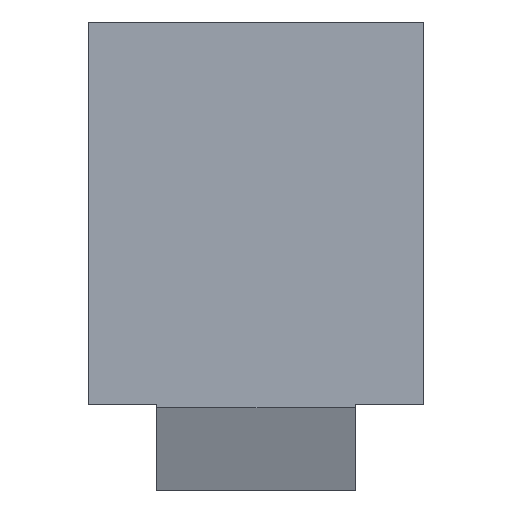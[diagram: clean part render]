
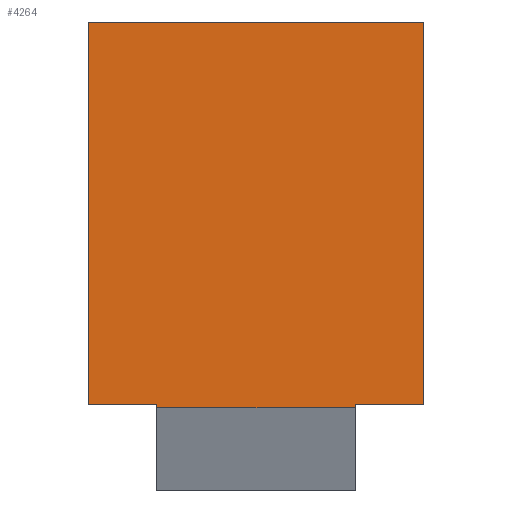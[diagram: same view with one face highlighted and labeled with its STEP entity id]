
A CAD part, left-side view. The second image highlights one B-rep face of the part: STEP entity #4264.
In plain terms, the highlighted planar face has unit normal (-1, 0, 0).
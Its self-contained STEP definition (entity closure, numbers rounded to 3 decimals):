
#167=FACE_OUTER_BOUND('',#388,.T.);
#388=EDGE_LOOP('',(#3194,#3195,#3196,#3197,#3198,#3199,#3200,#3201));
#552=LINE('',#5837,#1125);
#705=LINE('',#6142,#1278);
#728=LINE('',#6178,#1301);
#742=LINE('',#6201,#1315);
#790=LINE('',#6309,#1363);
#791=LINE('',#6311,#1364);
#792=LINE('',#6313,#1365);
#793=LINE('',#6314,#1366);
#1125=VECTOR('',#4714,0.107);
#1278=VECTOR('',#4871,0.107);
#1301=VECTOR('',#4916,5.8);
#1315=VECTOR('',#4944,2.);
#1363=VECTOR('',#5104,11.15);
#1364=VECTOR('',#5105,9.8);
#1365=VECTOR('',#5106,11.15);
#1366=VECTOR('',#5107,2.);
#1697=VERTEX_POINT('',#5835);
#1698=VERTEX_POINT('',#5836);
#1847=VERTEX_POINT('',#6139);
#1848=VERTEX_POINT('',#6141);
#1852=VERTEX_POINT('',#6199);
#1856=VERTEX_POINT('',#6308);
#1857=VERTEX_POINT('',#6310);
#1858=VERTEX_POINT('',#6312);
#2109=EDGE_CURVE('',#1697,#1698,#552,.T.);
#2262=EDGE_CURVE('',#1848,#1847,#705,.T.);
#2285=EDGE_CURVE('',#1847,#1697,#728,.T.);
#2299=EDGE_CURVE('',#1698,#1852,#742,.T.);
#2347=EDGE_CURVE('',#1852,#1856,#790,.T.);
#2348=EDGE_CURVE('',#1856,#1857,#791,.T.);
#2349=EDGE_CURVE('',#1857,#1858,#792,.T.);
#2350=EDGE_CURVE('',#1858,#1848,#793,.T.);
#3194=ORIENTED_EDGE('',*,*,#2347,.T.);
#3195=ORIENTED_EDGE('',*,*,#2348,.T.);
#3196=ORIENTED_EDGE('',*,*,#2349,.T.);
#3197=ORIENTED_EDGE('',*,*,#2350,.T.);
#3198=ORIENTED_EDGE('',*,*,#2262,.T.);
#3199=ORIENTED_EDGE('',*,*,#2285,.T.);
#3200=ORIENTED_EDGE('',*,*,#2109,.T.);
#3201=ORIENTED_EDGE('',*,*,#2299,.T.);
#4052=PLANE('',#4505);
#4264=ADVANCED_FACE('',(#167),#4052,.T.);
#4505=AXIS2_PLACEMENT_3D('',#6307,#5102,#5103);
#4714=DIRECTION('',(0.,0.,1.));
#4871=DIRECTION('',(0.,0.,-1.));
#4916=DIRECTION('',(0.,-1.,0.));
#4944=DIRECTION('',(0.,-1.,0.));
#5102=DIRECTION('center_axis',(-1.,0.,0.));
#5103=DIRECTION('ref_axis',(0.,0.,1.));
#5104=DIRECTION('',(0.,0.,1.));
#5105=DIRECTION('',(0.,1.,0.));
#5106=DIRECTION('',(0.,0.,-1.));
#5107=DIRECTION('',(0.,-1.,0.));
#5835=CARTESIAN_POINT('',(-31.55,-2.9,-1.007));
#5836=CARTESIAN_POINT('',(-31.55,-2.9,-0.9));
#5837=CARTESIAN_POINT('',(-31.55,-2.9,-1.007));
#6139=CARTESIAN_POINT('',(-31.55,2.9,-1.007));
#6141=CARTESIAN_POINT('',(-31.55,2.9,-0.9));
#6142=CARTESIAN_POINT('',(-31.55,2.9,-0.9));
#6178=CARTESIAN_POINT('',(-31.55,2.9,-1.007));
#6199=CARTESIAN_POINT('',(-31.55,-4.9,-0.9));
#6201=CARTESIAN_POINT('',(-31.55,-2.9,-0.9));
#6307=CARTESIAN_POINT('Origin',(-31.55,4.9,10.35));
#6308=CARTESIAN_POINT('',(-31.55,-4.9,10.25));
#6309=CARTESIAN_POINT('',(-31.55,-4.9,-0.9));
#6310=CARTESIAN_POINT('',(-31.55,4.9,10.25));
#6311=CARTESIAN_POINT('',(-31.55,-4.9,10.25));
#6312=CARTESIAN_POINT('',(-31.55,4.9,-0.9));
#6313=CARTESIAN_POINT('',(-31.55,4.9,10.25));
#6314=CARTESIAN_POINT('',(-31.55,4.9,-0.9));
